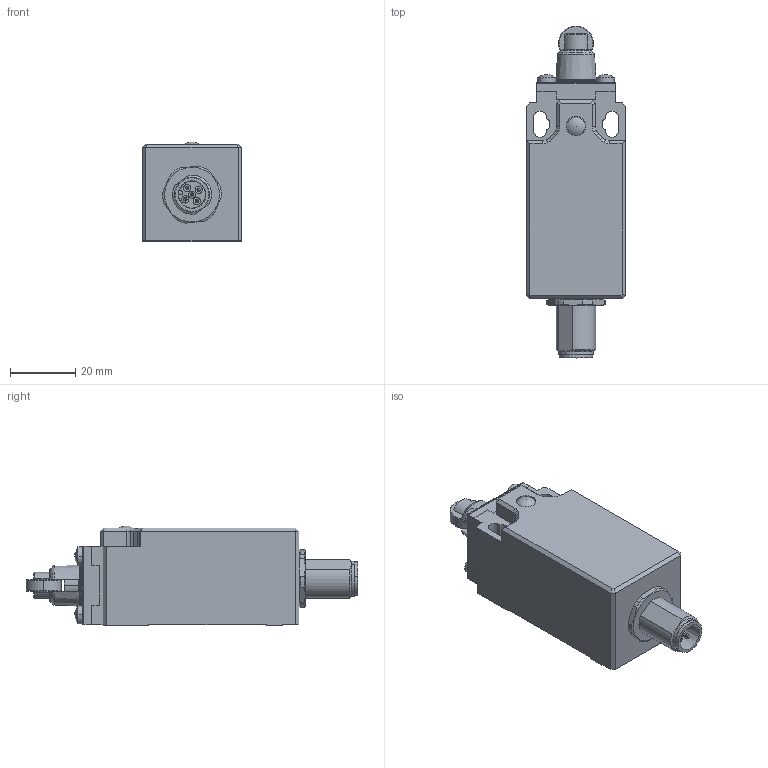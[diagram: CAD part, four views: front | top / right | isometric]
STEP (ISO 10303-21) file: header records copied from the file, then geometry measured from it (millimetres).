
FILE_DESCRIPTION (( 'STEP AP214' ), '1' );
FILE_NAME ('AAP7T13Z11.step', '2019-09-05T21:15:46', ( '' ), ( '' ), 'SwSTEP 2.0', 'SolidWorks 2018', '' );
FILE_SCHEMA (( 'AUTOMOTIVE_DESIGN' ));
Length unit declared in the file: inch
Products named in the file (1): AAP7T13Z11
Bounding box: 30.3 x 101.7 x 30.6 mm (x, y, z)
Volume: 58973.8 mm3; surface area: 16176.2 mm2
Topology: 5 solids, 5 shells, 328 faces, 807 edges, 517 vertices
Faces by surface type: plane 150, cylinder 119, cone 30, torus 20, sphere 9
Entity records: 14157 total; most frequent: CARTESIAN_POINT 1936, DIRECTION 1719, ORIENTED_EDGE 1610, EDGE_CURVE 805, AXIS2_PLACEMENT_3D 647, VERTEX_POINT 516, LINE 425, VECTOR 425
